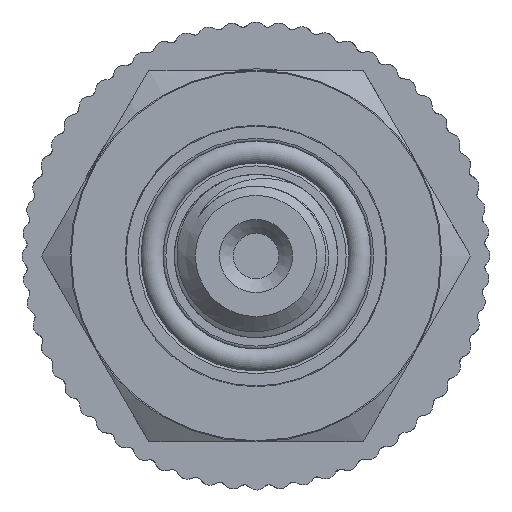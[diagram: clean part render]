
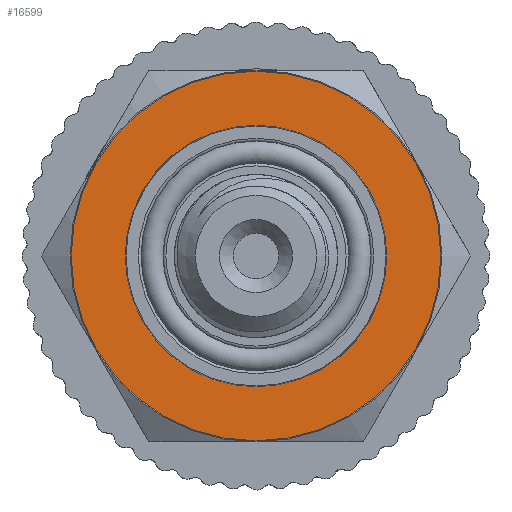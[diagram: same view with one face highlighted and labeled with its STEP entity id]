
A CAD part, left-side view. The second image highlights one B-rep face of the part: STEP entity #16599.
In plain terms, the highlighted planar face has unit normal (-1, 0, 0).
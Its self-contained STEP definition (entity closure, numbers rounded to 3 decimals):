
#218=PLANE('',#17475);
#940=FACE_BOUND('',#2270,.T.);
#1307=FACE_OUTER_BOUND('',#2269,.T.);
#2269=EDGE_LOOP('',(#12756));
#2270=EDGE_LOOP('',(#12757));
#3006=CIRCLE('',#17476,13.425);
#3007=CIRCLE('',#17477,9.5);
#7265=VERTEX_POINT('',#34584);
#7266=VERTEX_POINT('',#34586);
#9292=EDGE_CURVE('',#7265,#7265,#3006,.T.);
#9293=EDGE_CURVE('',#7266,#7266,#3007,.T.);
#12756=ORIENTED_EDGE('',*,*,#9292,.F.);
#12757=ORIENTED_EDGE('',*,*,#9293,.T.);
#16599=ADVANCED_FACE('',(#1307,#940),#218,.F.);
#17475=AXIS2_PLACEMENT_3D('',#34583,#18901,#18902);
#17476=AXIS2_PLACEMENT_3D('',#34585,#18903,#18904);
#17477=AXIS2_PLACEMENT_3D('',#34587,#18905,#18906);
#18901=DIRECTION('center_axis',(1.,0.,0.));
#18902=DIRECTION('ref_axis',(0.,0.,-1.));
#18903=DIRECTION('center_axis',(1.,0.,0.));
#18904=DIRECTION('ref_axis',(0.,1.,0.));
#18905=DIRECTION('center_axis',(1.,0.,0.));
#18906=DIRECTION('ref_axis',(0.,0.,-1.));
#34583=CARTESIAN_POINT('Origin',(-48.,9.5,0.));
#34584=CARTESIAN_POINT('',(-48.,-13.425,0.));
#34585=CARTESIAN_POINT('Origin',(-48.,0.,0.));
#34586=CARTESIAN_POINT('',(-48.,-9.5,0.));
#34587=CARTESIAN_POINT('Origin',(-48.,0.,0.));
